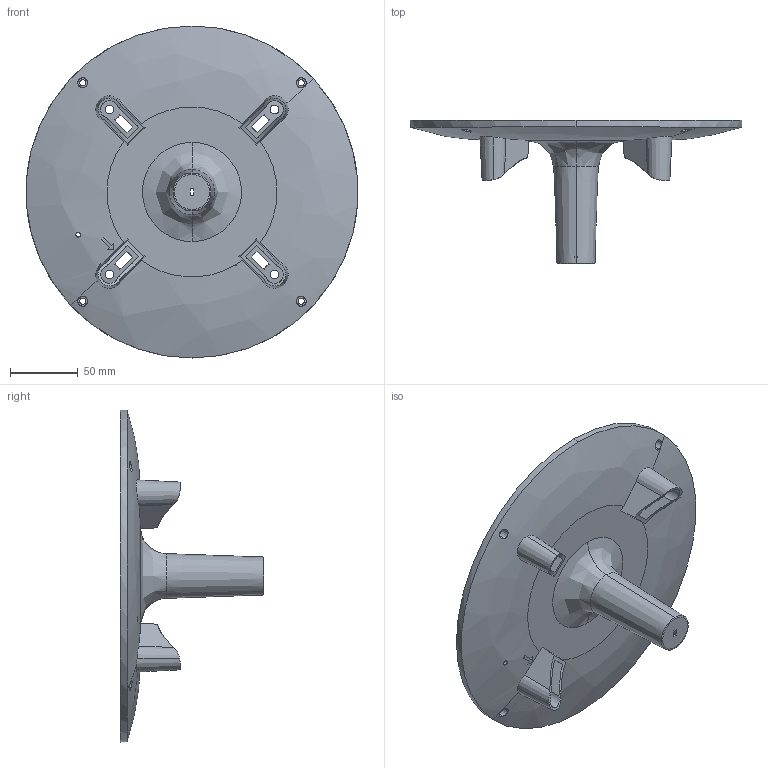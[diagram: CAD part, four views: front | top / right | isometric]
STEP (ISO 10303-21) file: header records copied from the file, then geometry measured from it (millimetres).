
FILE_DESCRIPTION (( 'STEP AP203' ), '1' );
FILE_NAME ('rev son uzatma ve kart yatak inceltme.STEP', '2022-10-14T06:09:20', ( '' ), ( '' ), 'SwSTEP 2.0', 'SolidWorks 2019', '' );
FILE_SCHEMA (( 'CONFIG_CONTROL_DESIGN' ));
Length unit declared in the file: millimetre
Products named in the file (1): rev son uzatma ve kart yatak inceltme
Bounding box: 244.39 x 105.51 x 244.39 mm (x, y, z)
Volume: 176638.3 mm3; surface area: 135053 mm2
Topology: 1 solids, 1 shells, 203 faces, 545 edges, 361 vertices
Faces by surface type: plane 92, cylinder 40, cone 34, bspline 30, torus 7
Entity records: 12817 total; most frequent: CARTESIAN_POINT 8077, ORIENTED_EDGE 1090, DIRECTION 771, EDGE_CURVE 545, VERTEX_POINT 361, AXIS2_PLACEMENT_3D 299, EDGE_LOOP 248, B_SPLINE_CURVE_WITH_KNOTS 244
